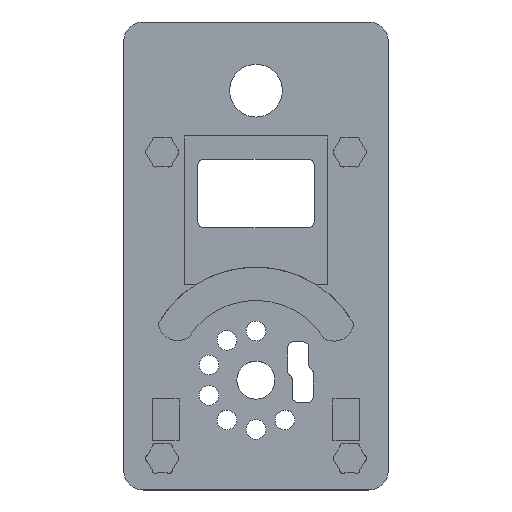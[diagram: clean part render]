
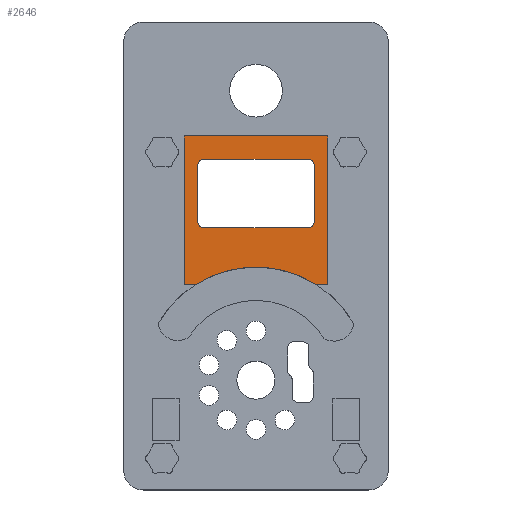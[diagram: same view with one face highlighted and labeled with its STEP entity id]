
A CAD part, top view. The second image highlights one B-rep face of the part: STEP entity #2646.
In plain terms, the highlighted planar face has unit normal (0, 0, 1).
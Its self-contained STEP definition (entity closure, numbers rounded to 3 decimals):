
#39=FACE_BOUND('',#306,.T.);
#70=PLANE('',#2824);
#151=FACE_OUTER_BOUND('',#305,.T.);
#305=EDGE_LOOP('',(#1821,#1822,#1823,#1824,#1825,#1826,#1827,#1828));
#306=EDGE_LOOP('',(#1829,#1830,#1831,#1832,#1833,#1834,#1835,#1836));
#485=CIRCLE('',#2812,22.973);
#492=CIRCLE('',#2825,1.2);
#493=CIRCLE('',#2826,1.2);
#494=CIRCLE('',#2827,1.2);
#495=CIRCLE('',#2828,1.2);
#620=LINE('',#3969,#885);
#623=LINE('',#3975,#888);
#624=LINE('',#3977,#889);
#625=LINE('',#3979,#890);
#626=LINE('',#3981,#891);
#627=LINE('',#3983,#892);
#628=LINE('',#3984,#893);
#629=LINE('',#3989,#894);
#630=LINE('',#3993,#895);
#631=LINE('',#3997,#896);
#632=LINE('',#4000,#897);
#885=VECTOR('',#3134,10.);
#888=VECTOR('',#3139,10.);
#889=VECTOR('',#3140,10.);
#890=VECTOR('',#3141,10.);
#891=VECTOR('',#3142,10.);
#892=VECTOR('',#3143,10.);
#893=VECTOR('',#3144,10.);
#894=VECTOR('',#3147,10.);
#895=VECTOR('',#3150,10.);
#896=VECTOR('',#3153,10.);
#897=VECTOR('',#3156,10.);
#1145=VERTEX_POINT('',#3936);
#1151=VERTEX_POINT('',#3948);
#1156=VERTEX_POINT('',#3968);
#1158=VERTEX_POINT('',#3974);
#1159=VERTEX_POINT('',#3976);
#1160=VERTEX_POINT('',#3978);
#1161=VERTEX_POINT('',#3980);
#1162=VERTEX_POINT('',#3982);
#1163=VERTEX_POINT('',#3985);
#1164=VERTEX_POINT('',#3986);
#1165=VERTEX_POINT('',#3988);
#1166=VERTEX_POINT('',#3990);
#1167=VERTEX_POINT('',#3992);
#1168=VERTEX_POINT('',#3994);
#1169=VERTEX_POINT('',#3996);
#1170=VERTEX_POINT('',#3998);
#1403=EDGE_CURVE('',#1145,#1151,#485,.T.);
#1412=EDGE_CURVE('',#1145,#1156,#620,.T.);
#1415=EDGE_CURVE('',#1158,#1151,#623,.T.);
#1416=EDGE_CURVE('',#1159,#1158,#624,.T.);
#1417=EDGE_CURVE('',#1160,#1159,#625,.T.);
#1418=EDGE_CURVE('',#1161,#1160,#626,.T.);
#1419=EDGE_CURVE('',#1162,#1161,#627,.T.);
#1420=EDGE_CURVE('',#1156,#1162,#628,.T.);
#1421=EDGE_CURVE('',#1163,#1164,#492,.T.);
#1422=EDGE_CURVE('',#1165,#1163,#629,.T.);
#1423=EDGE_CURVE('',#1166,#1165,#493,.T.);
#1424=EDGE_CURVE('',#1167,#1166,#630,.T.);
#1425=EDGE_CURVE('',#1168,#1167,#494,.T.);
#1426=EDGE_CURVE('',#1169,#1168,#631,.T.);
#1427=EDGE_CURVE('',#1170,#1169,#495,.T.);
#1428=EDGE_CURVE('',#1164,#1170,#632,.T.);
#1821=ORIENTED_EDGE('',*,*,#1403,.T.);
#1822=ORIENTED_EDGE('',*,*,#1415,.F.);
#1823=ORIENTED_EDGE('',*,*,#1416,.F.);
#1824=ORIENTED_EDGE('',*,*,#1417,.F.);
#1825=ORIENTED_EDGE('',*,*,#1418,.F.);
#1826=ORIENTED_EDGE('',*,*,#1419,.F.);
#1827=ORIENTED_EDGE('',*,*,#1420,.F.);
#1828=ORIENTED_EDGE('',*,*,#1412,.F.);
#1829=ORIENTED_EDGE('',*,*,#1421,.F.);
#1830=ORIENTED_EDGE('',*,*,#1422,.F.);
#1831=ORIENTED_EDGE('',*,*,#1423,.F.);
#1832=ORIENTED_EDGE('',*,*,#1424,.F.);
#1833=ORIENTED_EDGE('',*,*,#1425,.F.);
#1834=ORIENTED_EDGE('',*,*,#1426,.F.);
#1835=ORIENTED_EDGE('',*,*,#1427,.F.);
#1836=ORIENTED_EDGE('',*,*,#1428,.F.);
#2646=ADVANCED_FACE('',(#151,#39),#70,.F.);
#2812=AXIS2_PLACEMENT_3D('',#3950,#3108,#3109);
#2824=AXIS2_PLACEMENT_3D('',#3973,#3137,#3138);
#2825=AXIS2_PLACEMENT_3D('',#3987,#3145,#3146);
#2826=AXIS2_PLACEMENT_3D('',#3991,#3148,#3149);
#2827=AXIS2_PLACEMENT_3D('',#3995,#3151,#3152);
#2828=AXIS2_PLACEMENT_3D('',#3999,#3154,#3155);
#3108=DIRECTION('center_axis',(0.,0.,-1.));
#3109=DIRECTION('ref_axis',(-1.,0.,0.));
#3134=DIRECTION('',(-1.,-0.009,0.));
#3137=DIRECTION('center_axis',(0.,0.,-1.));
#3138=DIRECTION('ref_axis',(-1.,0.,0.));
#3139=DIRECTION('',(-1.,0.,0.));
#3140=DIRECTION('',(0.,-1.,0.));
#3141=DIRECTION('',(0.,-1.,0.));
#3142=DIRECTION('',(1.,0.,0.));
#3143=DIRECTION('',(0.,1.,0.));
#3144=DIRECTION('',(0.,1.,0.));
#3145=DIRECTION('center_axis',(0.,0.,1.));
#3146=DIRECTION('ref_axis',(0.707,-0.707,0.));
#3147=DIRECTION('',(1.,0.,0.));
#3148=DIRECTION('center_axis',(0.,0.,1.));
#3149=DIRECTION('ref_axis',(-0.707,-0.707,0.));
#3150=DIRECTION('',(0.,-1.,0.));
#3151=DIRECTION('center_axis',(0.,0.,1.));
#3152=DIRECTION('ref_axis',(-0.707,0.707,0.));
#3153=DIRECTION('',(-1.,0.,0.));
#3154=DIRECTION('center_axis',(0.,0.,1.));
#3155=DIRECTION('ref_axis',(0.707,0.707,0.));
#3156=DIRECTION('',(0.,1.,0.));
#3936=CARTESIAN_POINT('',(14.502,41.687,-1.7));
#3948=CARTESIAN_POINT('',(39.208,41.665,-1.7));
#3950=CARTESIAN_POINT('Origin',(26.837,22.307,-1.7));
#3968=CARTESIAN_POINT('',(12.262,41.667,-1.7));
#3969=CARTESIAN_POINT('',(20.758,41.743,-1.7));
#3973=CARTESIAN_POINT('Origin',(26.862,69.909,-1.7));
#3974=CARTESIAN_POINT('',(41.462,41.665,-1.7));
#3975=CARTESIAN_POINT('',(32.958,41.665,-1.7));
#3976=CARTESIAN_POINT('',(41.462,67.909,-1.7));
#3977=CARTESIAN_POINT('',(41.462,41.665,-1.7));
#3978=CARTESIAN_POINT('',(41.462,71.909,-1.7));
#3979=CARTESIAN_POINT('',(41.462,67.909,-1.7));
#3980=CARTESIAN_POINT('',(12.262,71.909,-1.7));
#3981=CARTESIAN_POINT('',(41.462,71.909,-1.7));
#3982=CARTESIAN_POINT('',(12.262,67.909,-1.7));
#3983=CARTESIAN_POINT('',(12.262,71.909,-1.7));
#3984=CARTESIAN_POINT('',(12.262,67.909,-1.7));
#3985=CARTESIAN_POINT('',(37.512,53.259,-1.7));
#3986=CARTESIAN_POINT('',(38.712,54.459,-1.7));
#3987=CARTESIAN_POINT('Origin',(37.512,54.459,-1.7));
#3988=CARTESIAN_POINT('',(16.212,53.259,-1.7));
#3989=CARTESIAN_POINT('',(20.937,53.259,-1.7));
#3990=CARTESIAN_POINT('',(15.012,54.459,-1.7));
#3991=CARTESIAN_POINT('Origin',(16.212,54.459,-1.7));
#3992=CARTESIAN_POINT('',(15.012,65.959,-1.7));
#3993=CARTESIAN_POINT('',(15.012,68.534,-1.7));
#3994=CARTESIAN_POINT('',(16.212,67.159,-1.7));
#3995=CARTESIAN_POINT('Origin',(16.212,65.959,-1.7));
#3996=CARTESIAN_POINT('',(37.512,67.159,-1.7));
#3997=CARTESIAN_POINT('',(32.787,67.159,-1.7));
#3998=CARTESIAN_POINT('',(38.712,65.959,-1.7));
#3999=CARTESIAN_POINT('Origin',(37.512,65.959,-1.7));
#4000=CARTESIAN_POINT('',(38.712,61.584,-1.7));
